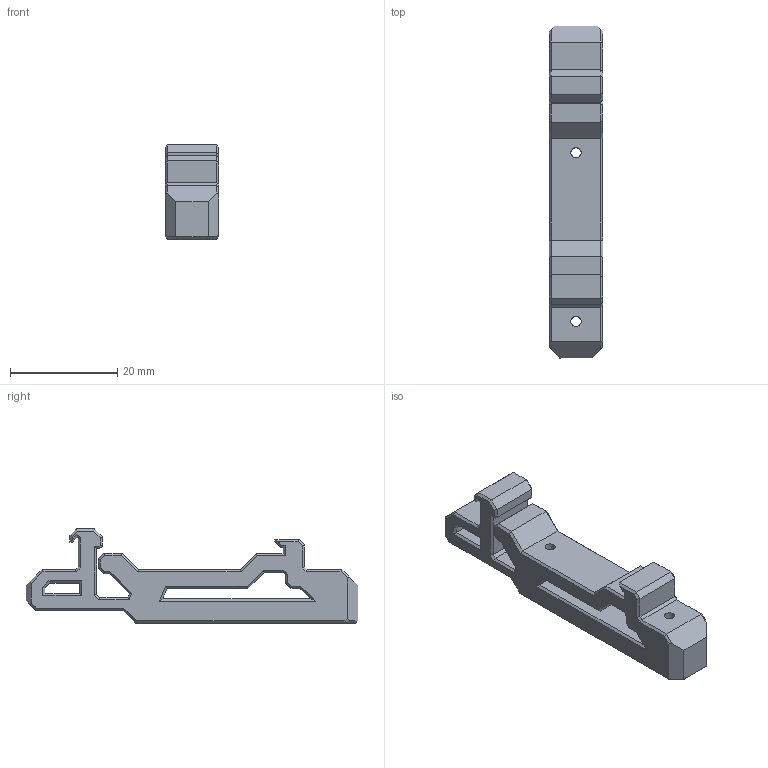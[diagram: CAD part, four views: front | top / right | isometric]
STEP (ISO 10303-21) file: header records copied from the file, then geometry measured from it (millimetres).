
FILE_DESCRIPTION(/* description */ (''),/* implementation_level */ '2;1');
FILE_NAME(/* name */ 'PCB DIN Clip_v2.step',/* time_stamp */ '2023-05-23T22:31:18-06:00',/* author */ (''),/* organization */ (''),/* preprocessor_version */ 'ST-DEVELOPER v19.2',/* originating_system */ 'Autodesk Translation Framework v12.4.0.73',/* authorisation */ '');
FILE_SCHEMA (('AUTOMOTIVE_DESIGN { 1 0 10303 214 3 1 1 }'));
Length unit declared in the file: millimetre
Products named in the file (1): PCB DIN Clip
Bounding box: 10 x 62 x 17.6 mm (x, y, z)
Volume: 5405.5 mm3; surface area: 3741.9 mm2
Topology: 1 solids, 1 shells, 188 faces, 444 edges, 258 vertices
Faces by surface type: plane 184, cone 2, cylinder 2
Full cylindrical faces by diameter (mm): 1.9 x2
Entity records: 5198 total; most frequent: CARTESIAN_POINT 891, ORIENTED_EDGE 888, DIRECTION 828, EDGE_CURVE 444, LINE 438, VECTOR 438, VERTEX_POINT 258, EDGE_LOOP 196
